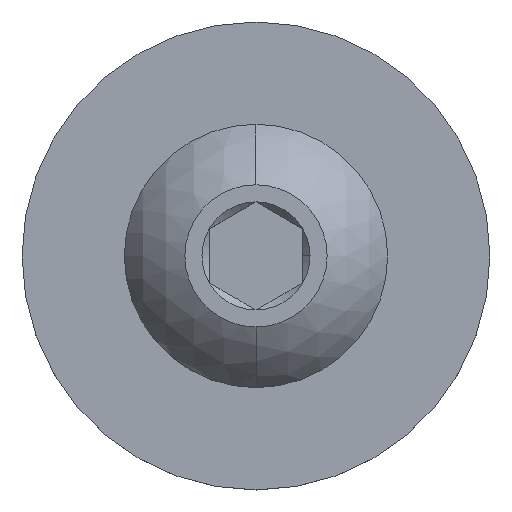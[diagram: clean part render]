
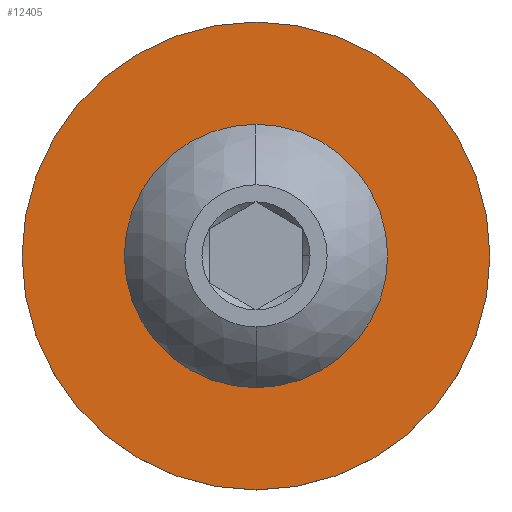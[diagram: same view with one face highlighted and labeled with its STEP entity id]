
A CAD part, top view. The second image highlights one B-rep face of the part: STEP entity #12405.
In plain terms, the highlighted planar face has unit normal (0, 0, 1).
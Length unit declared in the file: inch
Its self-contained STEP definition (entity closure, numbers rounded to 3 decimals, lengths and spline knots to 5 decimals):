
#604 = DIRECTION ( 'NONE',  ( -1., 0., 0. ) ) ;
#740 = DIRECTION ( 'NONE',  ( -1., 0., 0. ) ) ;
#960 = CARTESIAN_POINT ( 'NONE',  ( 0., 0.17599, -0.07863 ) ) ;
#1003 = CIRCLE ( 'NONE', #2758, 0.17599 ) ;
#1236 = ORIENTED_EDGE ( 'NONE', *, *, #3176, .T. ) ;
#1573 = DIRECTION ( 'NONE',  ( 0., 0., -1. ) ) ;
#1637 = DIRECTION ( 'NONE',  ( 0., 0., -1. ) ) ;
#1681 = EDGE_LOOP ( 'NONE', ( #13309, #12242 ) ) ;
#2282 = EDGE_CURVE ( 'NONE', #3543, #10034, #8006, .T. ) ;
#2758 = AXIS2_PLACEMENT_3D ( 'NONE', #11019, #9994, #604 ) ;
#3176 = EDGE_CURVE ( 'NONE', #10034, #3543, #1003, .T. ) ;
#3227 = CIRCLE ( 'NONE', #12625, 0.3126 ) ;
#3543 = VERTEX_POINT ( 'NONE', #960 ) ;
#3588 = CARTESIAN_POINT ( 'NONE',  ( 0., 0., -0.07863 ) ) ;
#3623 = CARTESIAN_POINT ( 'NONE',  ( 0., 0., -0.07863 ) ) ;
#3761 = DIRECTION ( 'NONE',  ( 0., 0., -1. ) ) ;
#4023 = FACE_OUTER_BOUND ( 'NONE', #1681, .T. ) ;
#4318 = CIRCLE ( 'NONE', #5420, 0.3126 ) ;
#4724 = CARTESIAN_POINT ( 'NONE',  ( 0.3126, 0., -0.07863 ) ) ;
#5053 = CARTESIAN_POINT ( 'NONE',  ( 0., 0., -0.07863 ) ) ;
#5157 = CARTESIAN_POINT ( 'NONE',  ( -0.3126, 0., -0.07863 ) ) ;
#5420 = AXIS2_PLACEMENT_3D ( 'NONE', #3623, #1573, #5760 ) ;
#5760 = DIRECTION ( 'NONE',  ( -1., 0., 0. ) ) ;
#5790 = EDGE_CURVE ( 'NONE', #10154, #8106, #3227, .T. ) ;
#6614 = DIRECTION ( 'NONE',  ( 0., 0., -1. ) ) ;
#6747 = DIRECTION ( 'NONE',  ( -1., 0., 0. ) ) ;
#8006 = CIRCLE ( 'NONE', #13259, 0.17599 ) ;
#8106 = VERTEX_POINT ( 'NONE', #4724 ) ;
#8963 = CARTESIAN_POINT ( 'NONE',  ( 0., 0., -0.07863 ) ) ;
#8966 = FACE_BOUND ( 'NONE', #10258, .T. ) ;
#9616 = ORIENTED_EDGE ( 'NONE', *, *, #2282, .T. ) ;
#9994 = DIRECTION ( 'NONE',  ( 0., 0., -1. ) ) ;
#10034 = VERTEX_POINT ( 'NONE', #12538 ) ;
#10154 = VERTEX_POINT ( 'NONE', #5157 ) ;
#10258 = EDGE_LOOP ( 'NONE', ( #1236, #9616 ) ) ;
#11019 = CARTESIAN_POINT ( 'NONE',  ( 0., 0., -0.07863 ) ) ;
#11041 = EDGE_CURVE ( 'NONE', #8106, #10154, #4318, .T. ) ;
#12119 = DIRECTION ( 'NONE',  ( -1., 0., 0. ) ) ;
#12242 = ORIENTED_EDGE ( 'NONE', *, *, #11041, .F. ) ;
#12405 = ADVANCED_FACE ( 'NONE', ( #8966, #4023 ), #13147, .F. ) ;
#12538 = CARTESIAN_POINT ( 'NONE',  ( 0., -0.17599, -0.07863 ) ) ;
#12622 = AXIS2_PLACEMENT_3D ( 'NONE', #5053, #3761, #12119 ) ;
#12625 = AXIS2_PLACEMENT_3D ( 'NONE', #8963, #1637, #740 ) ;
#13147 = PLANE ( 'NONE',  #12622 ) ;
#13259 = AXIS2_PLACEMENT_3D ( 'NONE', #3588, #6614, #6747 ) ;
#13309 = ORIENTED_EDGE ( 'NONE', *, *, #5790, .F. ) ;
